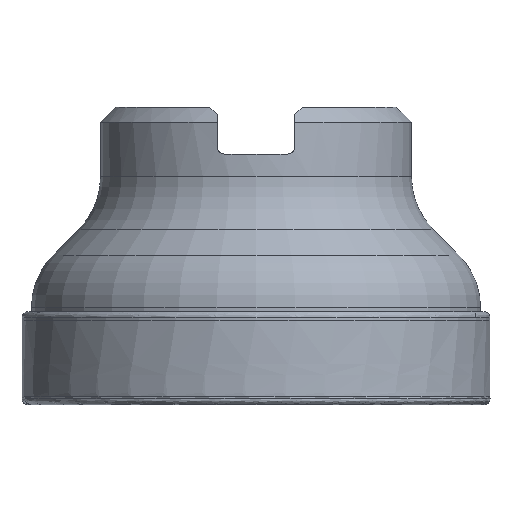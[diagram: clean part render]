
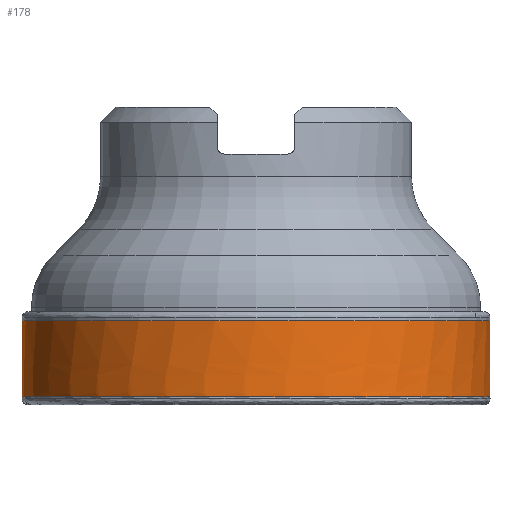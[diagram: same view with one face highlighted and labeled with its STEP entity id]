
A CAD part, front view. The second image highlights one B-rep face of the part: STEP entity #178.
In plain terms, the highlighted face is a revolution surface.
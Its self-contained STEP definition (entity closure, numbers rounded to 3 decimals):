
#178=ADVANCED_FACE('',(#319,#320),#237,.F.);
#237=SURFACE_OF_REVOLUTION('',#269,#253);
#253=AXIS1_PLACEMENT('',#1502,#1015);
#269=B_SPLINE_CURVE_WITH_KNOTS('',3,(#1442,#1443,#1444,#1445,#1446,#1447,
#1448,#1449,#1450,#1451,#1452,#1453,#1454,#1455,#1456,#1457,#1458,#1459,
#1460,#1461,#1462,#1463,#1464,#1465,#1466,#1467,#1468,#1469,#1470,#1471,
#1472,#1473,#1474,#1475,#1476,#1477,#1478,#1479,#1480,#1481,#1482,#1483,
#1484,#1485,#1486,#1487,#1488,#1489,#1490,#1491,#1492,#1493,#1494,#1495,
#1496,#1497,#1498,#1499,#1500,#1501),.UNSPECIFIED.,.F.,.F.,(4,1,1,1,1,1,
1,1,1,1,1,1,1,1,1,1,1,1,1,1,1,1,1,1,1,1,1,1,1,1,1,1,1,1,1,1,1,1,1,1,1,1,
1,1,1,1,1,1,1,1,1,1,1,1,1,1,1,4),(0.,0.029,0.063,
0.096,0.129,0.146,0.162,
0.171,0.179,0.196,0.212,
0.229,0.245,0.262,0.27,
0.279,0.295,0.329,0.362,0.428,
0.495,0.528,0.545,0.553,
0.561,0.57,0.578,0.582,
0.586,0.59,0.595,0.603,
0.611,0.628,0.661,0.678,
0.694,0.703,0.711,0.719,
0.728,0.736,0.744,0.753,
0.761,0.794,0.827,0.894,
0.91,0.923,0.927,0.935,
0.944,0.96,0.969,0.977,
0.994,1.),.UNSPECIFIED.);
#319=FACE_BOUND('',#397,.T.);
#320=FACE_BOUND('',#398,.T.);
#397=EDGE_LOOP('',(#495));
#398=EDGE_LOOP('',(#496));
#495=ORIENTED_EDGE('',*,*,#730,.T.);
#496=ORIENTED_EDGE('',*,*,#744,.F.);
#656=VERTEX_POINT('',#1199);
#670=VERTEX_POINT('',#1435);
#730=EDGE_CURVE('',#656,#656,#824,.T.);
#744=EDGE_CURVE('',#670,#670,#838,.T.);
#824=CIRCLE('',#875,31.441);
#838=CIRCLE('',#889,31.424);
#875=AXIS2_PLACEMENT_3D('',#1198,#971,#972);
#889=AXIS2_PLACEMENT_3D('',#1434,#1012,#1013);
#971=DIRECTION('',(0.,0.,1.));
#972=DIRECTION('',(1.,0.,0.));
#1012=DIRECTION('',(0.,0.,1.));
#1013=DIRECTION('',(1.,0.,0.));
#1015=DIRECTION('',(0.,0.,1.));
#1198=CARTESIAN_POINT('',(0.,0.,-38.918));
#1199=CARTESIAN_POINT('',(31.441,0.,-38.918));
#1434=CARTESIAN_POINT('',(0.,0.,-28.706));
#1435=CARTESIAN_POINT('',(31.424,0.,-28.706));
#1442=CARTESIAN_POINT('',(-31.361,-1.993,-28.706));
#1443=CARTESIAN_POINT('',(-31.362,-1.971,-28.805));
#1444=CARTESIAN_POINT('',(-31.366,-1.922,-29.016));
#1445=CARTESIAN_POINT('',(-31.371,-1.848,-29.34));
#1446=CARTESIAN_POINT('',(-31.376,-1.771,-29.676));
#1447=CARTESIAN_POINT('',(-31.38,-1.707,-29.957));
#1448=CARTESIAN_POINT('',(-31.383,-1.655,-30.181));
#1449=CARTESIAN_POINT('',(-31.385,-1.623,-30.321));
#1450=CARTESIAN_POINT('',(-31.387,-1.598,-30.433));
#1451=CARTESIAN_POINT('',(-31.388,-1.572,-30.546));
#1452=CARTESIAN_POINT('',(-31.39,-1.539,-30.686));
#1453=CARTESIAN_POINT('',(-31.392,-1.503,-30.855));
#1454=CARTESIAN_POINT('',(-31.394,-1.47,-31.024));
#1455=CARTESIAN_POINT('',(-31.396,-1.439,-31.194));
#1456=CARTESIAN_POINT('',(-31.397,-1.417,-31.336));
#1457=CARTESIAN_POINT('',(-31.398,-1.4,-31.45));
#1458=CARTESIAN_POINT('',(-31.399,-1.384,-31.564));
#1459=CARTESIAN_POINT('',(-31.401,-1.356,-31.763));
#1460=CARTESIAN_POINT('',(-31.403,-1.316,-32.048));
#1461=CARTESIAN_POINT('',(-31.407,-1.252,-32.504));
#1462=CARTESIAN_POINT('',(-31.411,-1.173,-33.074));
#1463=CARTESIAN_POINT('',(-31.415,-1.093,-33.644));
#1464=CARTESIAN_POINT('',(-31.418,-1.037,-34.043));
#1465=CARTESIAN_POINT('',(-31.419,-1.009,-34.243));
#1466=CARTESIAN_POINT('',(-31.42,-0.993,-34.357));
#1467=CARTESIAN_POINT('',(-31.421,-0.982,-34.442));
#1468=CARTESIAN_POINT('',(-31.421,-0.969,-34.528));
#1469=CARTESIAN_POINT('',(-31.422,-0.955,-34.598));
#1470=CARTESIAN_POINT('',(-31.422,-0.942,-34.654));
#1471=CARTESIAN_POINT('',(-31.423,-0.931,-34.696));
#1472=CARTESIAN_POINT('',(-31.423,-0.919,-34.738));
#1473=CARTESIAN_POINT('',(-31.423,-0.904,-34.793));
#1474=CARTESIAN_POINT('',(-31.424,-0.884,-34.862));
#1475=CARTESIAN_POINT('',(-31.425,-0.852,-34.973));
#1476=CARTESIAN_POINT('',(-31.426,-0.796,-35.167));
#1477=CARTESIAN_POINT('',(-31.427,-0.733,-35.388));
#1478=CARTESIAN_POINT('',(-31.428,-0.67,-35.609));
#1479=CARTESIAN_POINT('',(-31.429,-0.63,-35.748));
#1480=CARTESIAN_POINT('',(-31.429,-0.598,-35.858));
#1481=CARTESIAN_POINT('',(-31.43,-0.576,-35.942));
#1482=CARTESIAN_POINT('',(-31.43,-0.558,-36.026));
#1483=CARTESIAN_POINT('',(-31.43,-0.545,-36.111));
#1484=CARTESIAN_POINT('',(-31.431,-0.533,-36.197));
#1485=CARTESIAN_POINT('',(-31.431,-0.521,-36.282));
#1486=CARTESIAN_POINT('',(-31.431,-0.509,-36.368));
#1487=CARTESIAN_POINT('',(-31.432,-0.485,-36.539));
#1488=CARTESIAN_POINT('',(-31.433,-0.449,-36.795));
#1489=CARTESIAN_POINT('',(-31.434,-0.385,-37.251));
#1490=CARTESIAN_POINT('',(-31.436,-0.329,-37.65));
#1491=CARTESIAN_POINT('',(-31.436,-0.283,-37.978));
#1492=CARTESIAN_POINT('',(-31.437,-0.267,-38.092));
#1493=CARTESIAN_POINT('',(-31.437,-0.255,-38.178));
#1494=CARTESIAN_POINT('',(-31.437,-0.245,-38.249));
#1495=CARTESIAN_POINT('',(-31.437,-0.234,-38.363));
#1496=CARTESIAN_POINT('',(-31.438,-0.227,-38.478));
#1497=CARTESIAN_POINT('',(-31.438,-0.225,-38.593));
#1498=CARTESIAN_POINT('',(-31.439,-0.227,-38.709));
#1499=CARTESIAN_POINT('',(-31.439,-0.233,-38.817));
#1500=CARTESIAN_POINT('',(-31.44,-0.24,-38.896));
#1501=CARTESIAN_POINT('',(-31.44,-0.243,-38.918));
#1502=CARTESIAN_POINT('',(0.,0.,0.));
